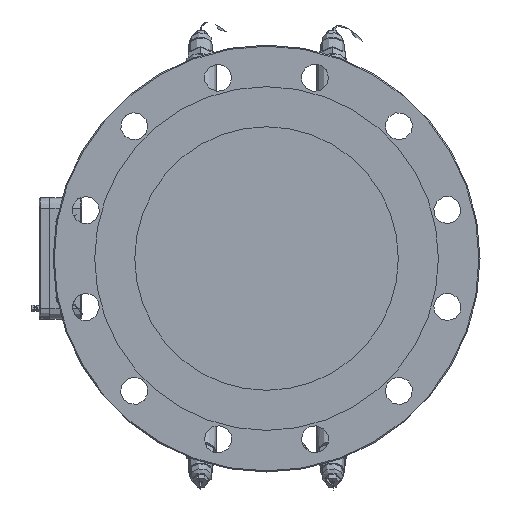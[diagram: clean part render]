
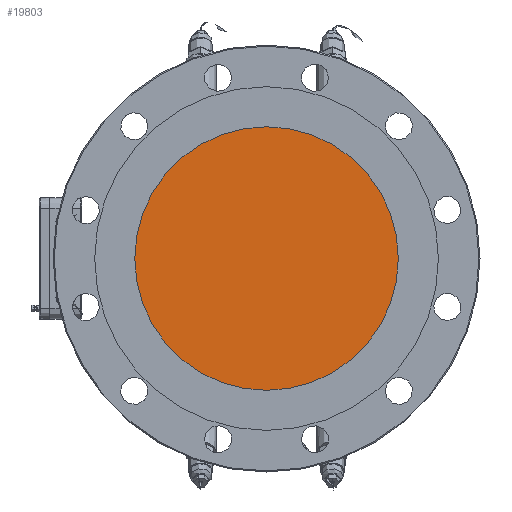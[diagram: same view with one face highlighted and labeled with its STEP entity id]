
A CAD part, left-side view. The second image highlights one B-rep face of the part: STEP entity #19803.
In plain terms, the highlighted planar face has unit normal (-1, 0, 0).
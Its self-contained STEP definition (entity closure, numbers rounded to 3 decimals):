
#1519=FACE_OUTER_BOUND('',#2671,.T.);
#2671=EDGE_LOOP('',(#16855));
#3257=CIRCLE('',#21327,125.);
#9101=VERTEX_POINT('',#36919);
#11703=EDGE_CURVE('',#9101,#9101,#3257,.T.);
#16855=ORIENTED_EDGE('',*,*,#11703,.T.);
#17767=PLANE('',#21333);
#19803=ADVANCED_FACE('',(#1519),#17767,.T.);
#21327=AXIS2_PLACEMENT_3D('',#36920,#26260,#26261);
#21333=AXIS2_PLACEMENT_3D('',#36928,#26272,#26273);
#26260=DIRECTION('center_axis',(-1.,0.,0.));
#26261=DIRECTION('ref_axis',(0.,0.5,0.866));
#26272=DIRECTION('center_axis',(-1.,0.,0.));
#26273=DIRECTION('ref_axis',(0.,0.,-1.));
#36919=CARTESIAN_POINT('',(-269.,62.5,108.253));
#36920=CARTESIAN_POINT('Origin',(-269.,0.,0.));
#36928=CARTESIAN_POINT('Origin',(-269.,0.,0.));
